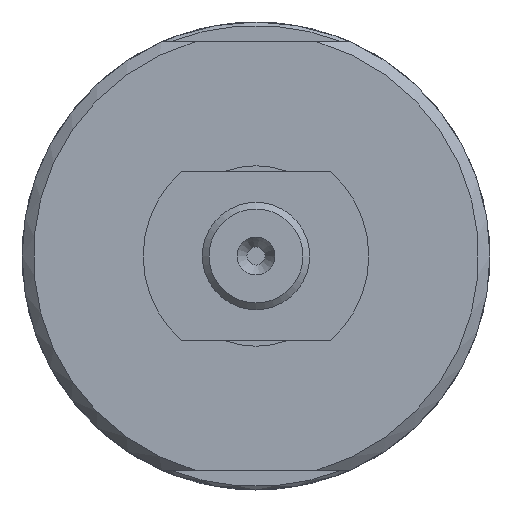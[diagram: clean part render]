
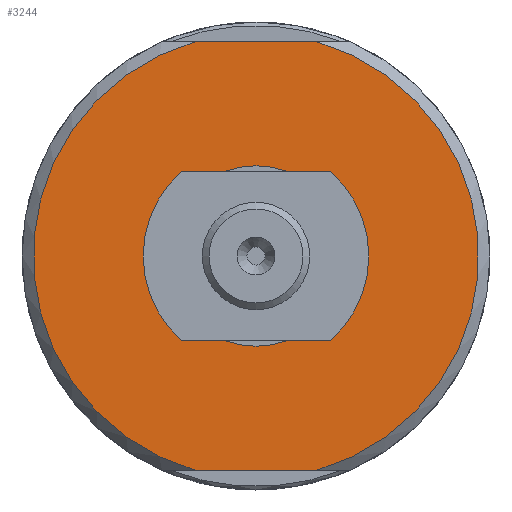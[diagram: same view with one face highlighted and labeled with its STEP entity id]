
A CAD part, left-side view. The second image highlights one B-rep face of the part: STEP entity #3244.
In plain terms, the highlighted planar face has unit normal (-1, 0, 0).
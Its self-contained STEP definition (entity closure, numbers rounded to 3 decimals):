
#376=LINE('',#5424,#639);
#377=LINE('',#5426,#640);
#639=VECTOR('',#4306,10.);
#640=VECTOR('',#4307,10.);
#851=FACE_BOUND('',#1193,.T.);
#1003=FACE_OUTER_BOUND('',#1192,.T.);
#1192=EDGE_LOOP('',(#2852,#2853,#2854,#2855));
#1193=EDGE_LOOP('',(#2856,#2857));
#1320=CIRCLE('',#3529,19.75);
#1321=CIRCLE('',#3531,19.75);
#1322=CIRCLE('',#3532,8.);
#1323=CIRCLE('',#3533,8.);
#1601=VERTEX_POINT('',#5410);
#1604=VERTEX_POINT('',#5417);
#1605=VERTEX_POINT('',#5423);
#1606=VERTEX_POINT('',#5425);
#1607=VERTEX_POINT('',#5428);
#1608=VERTEX_POINT('',#5429);
#2028=EDGE_CURVE('',#1604,#1601,#1320,.T.);
#2029=EDGE_CURVE('',#1605,#1601,#376,.T.);
#2030=EDGE_CURVE('',#1604,#1606,#377,.T.);
#2031=EDGE_CURVE('',#1605,#1606,#1321,.T.);
#2032=EDGE_CURVE('',#1607,#1608,#1322,.T.);
#2033=EDGE_CURVE('',#1608,#1607,#1323,.T.);
#2852=ORIENTED_EDGE('',*,*,#2029,.T.);
#2853=ORIENTED_EDGE('',*,*,#2028,.F.);
#2854=ORIENTED_EDGE('',*,*,#2030,.T.);
#2855=ORIENTED_EDGE('',*,*,#2031,.F.);
#2856=ORIENTED_EDGE('',*,*,#2032,.T.);
#2857=ORIENTED_EDGE('',*,*,#2033,.T.);
#3084=PLANE('',#3530);
#3244=ADVANCED_FACE('',(#1003,#851),#3084,.T.);
#3529=AXIS2_PLACEMENT_3D('',#5421,#4302,#4303);
#3530=AXIS2_PLACEMENT_3D('',#5422,#4304,#4305);
#3531=AXIS2_PLACEMENT_3D('',#5427,#4308,#4309);
#3532=AXIS2_PLACEMENT_3D('',#5430,#4310,#4311);
#3533=AXIS2_PLACEMENT_3D('',#5431,#4312,#4313);
#4302=DIRECTION('center_axis',(1.,0.,0.));
#4303=DIRECTION('ref_axis',(0.,-1.,0.));
#4304=DIRECTION('center_axis',(-1.,0.,0.));
#4305=DIRECTION('ref_axis',(0.,0.,-1.));
#4306=DIRECTION('',(0.,1.,0.));
#4307=DIRECTION('',(0.,-1.,0.));
#4308=DIRECTION('center_axis',(1.,0.,0.));
#4309=DIRECTION('ref_axis',(0.,-1.,0.));
#4310=DIRECTION('center_axis',(1.,0.,0.));
#4311=DIRECTION('ref_axis',(0.,-1.,0.));
#4312=DIRECTION('center_axis',(1.,0.,0.));
#4313=DIRECTION('ref_axis',(0.,-1.,0.));
#5410=CARTESIAN_POINT('',(-150.2,5.391,19.));
#5417=CARTESIAN_POINT('',(-150.2,5.391,-19.));
#5421=CARTESIAN_POINT('Origin',(-150.2,0.,
0.));
#5422=CARTESIAN_POINT('Origin',(-150.2,-13.875,0.));
#5423=CARTESIAN_POINT('',(-150.2,-5.391,19.));
#5424=CARTESIAN_POINT('',(-150.2,-1.392,19.));
#5425=CARTESIAN_POINT('',(-150.2,-5.391,-19.));
#5426=CARTESIAN_POINT('',(-150.2,-12.483,-19.));
#5427=CARTESIAN_POINT('Origin',(-150.2,0.,
0.));
#5428=CARTESIAN_POINT('',(-150.2,-8.,0.));
#5429=CARTESIAN_POINT('',(-150.2,8.,0.));
#5430=CARTESIAN_POINT('Origin',(-150.2,0.,
0.));
#5431=CARTESIAN_POINT('Origin',(-150.2,0.,
0.));
